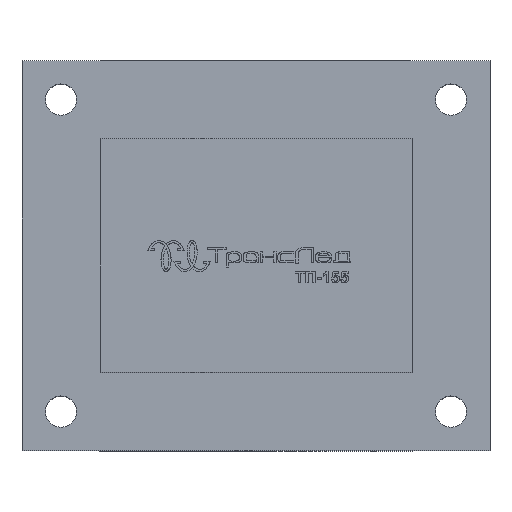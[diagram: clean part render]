
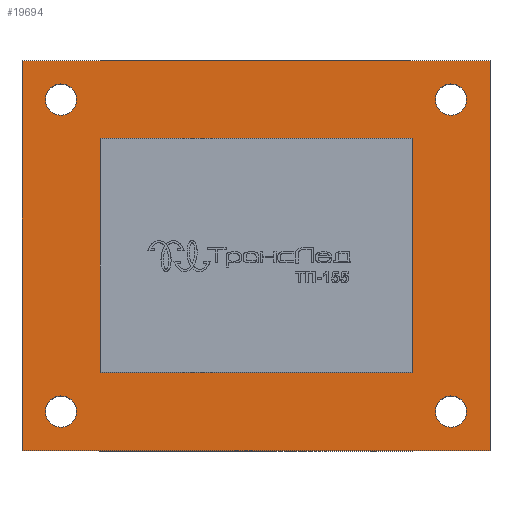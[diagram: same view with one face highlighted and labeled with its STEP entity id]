
A CAD part, top view. The second image highlights one B-rep face of the part: STEP entity #19694.
In plain terms, the highlighted planar face has unit normal (0, 0, 1).
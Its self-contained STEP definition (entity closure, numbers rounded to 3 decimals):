
#1447=CIRCLE('',#21247,2.);
#1449=CIRCLE('',#21250,2.);
#1451=CIRCLE('',#21253,2.);
#1453=CIRCLE('',#21256,2.);
#1809=FACE_BOUND('',#3864,.T.);
#1810=FACE_BOUND('',#3865,.T.);
#1811=FACE_BOUND('',#3866,.T.);
#1812=FACE_BOUND('',#3867,.T.);
#2418=FACE_OUTER_BOUND('',#3863,.T.);
#3863=EDGE_LOOP('',(#15628,#15629,#15630,#15631));
#3864=EDGE_LOOP('',(#15632));
#3865=EDGE_LOOP('',(#15633));
#3866=EDGE_LOOP('',(#15634));
#3867=EDGE_LOOP('',(#15635));
#5389=LINE('',#28924,#7312);
#5392=LINE('',#28930,#7315);
#5395=LINE('',#28936,#7318);
#5398=LINE('',#28940,#7321);
#7312=VECTOR('',#24503,10.);
#7315=VECTOR('',#24508,10.);
#7318=VECTOR('',#24513,10.);
#7321=VECTOR('',#24518,10.);
#9127=VERTEX_POINT('',#28894);
#9129=VERTEX_POINT('',#28900);
#9131=VERTEX_POINT('',#28906);
#9133=VERTEX_POINT('',#28912);
#9137=VERTEX_POINT('',#28921);
#9138=VERTEX_POINT('',#28923);
#9140=VERTEX_POINT('',#28929);
#9142=VERTEX_POINT('',#28935);
#11439=EDGE_CURVE('',#9127,#9127,#1447,.T.);
#11442=EDGE_CURVE('',#9129,#9129,#1449,.T.);
#11445=EDGE_CURVE('',#9131,#9131,#1451,.T.);
#11448=EDGE_CURVE('',#9133,#9133,#1453,.T.);
#11453=EDGE_CURVE('',#9138,#9137,#5389,.T.);
#11456=EDGE_CURVE('',#9140,#9138,#5392,.T.);
#11459=EDGE_CURVE('',#9142,#9140,#5395,.T.);
#11462=EDGE_CURVE('',#9137,#9142,#5398,.T.);
#15628=ORIENTED_EDGE('',*,*,#11462,.T.);
#15629=ORIENTED_EDGE('',*,*,#11459,.T.);
#15630=ORIENTED_EDGE('',*,*,#11456,.T.);
#15631=ORIENTED_EDGE('',*,*,#11453,.T.);
#15632=ORIENTED_EDGE('',*,*,#11448,.T.);
#15633=ORIENTED_EDGE('',*,*,#11445,.T.);
#15634=ORIENTED_EDGE('',*,*,#11442,.T.);
#15635=ORIENTED_EDGE('',*,*,#11439,.T.);
#18837=PLANE('',#21263);
#19694=ADVANCED_FACE('',(#2418,#1809,#1810,#1811,#1812),#18837,.F.);
#21247=AXIS2_PLACEMENT_3D('',#28895,#24473,#24474);
#21250=AXIS2_PLACEMENT_3D('',#28901,#24480,#24481);
#21253=AXIS2_PLACEMENT_3D('',#28907,#24487,#24488);
#21256=AXIS2_PLACEMENT_3D('',#28913,#24494,#24495);
#21263=AXIS2_PLACEMENT_3D('',#28942,#24521,#24522);
#24473=DIRECTION('center_axis',(0.,0.,-1.));
#24474=DIRECTION('ref_axis',(1.,0.,0.));
#24480=DIRECTION('center_axis',(0.,0.,-1.));
#24481=DIRECTION('ref_axis',(1.,0.,0.));
#24487=DIRECTION('center_axis',(0.,0.,-1.));
#24488=DIRECTION('ref_axis',(1.,0.,0.));
#24494=DIRECTION('center_axis',(0.,0.,-1.));
#24495=DIRECTION('ref_axis',(1.,0.,0.));
#24503=DIRECTION('',(0.,-1.,0.));
#24508=DIRECTION('',(-1.,0.,0.));
#24513=DIRECTION('',(0.,1.,0.));
#24518=DIRECTION('',(1.,0.,0.));
#24521=DIRECTION('center_axis',(0.,0.,-1.));
#24522=DIRECTION('ref_axis',(1.,0.,0.));
#28894=CARTESIAN_POINT('',(53.,45.,32.));
#28895=CARTESIAN_POINT('Origin',(55.,45.,32.));
#28900=CARTESIAN_POINT('',(53.,5.,32.));
#28901=CARTESIAN_POINT('Origin',(55.,5.,32.));
#28906=CARTESIAN_POINT('',(3.,45.,32.));
#28907=CARTESIAN_POINT('Origin',(5.,45.,32.));
#28912=CARTESIAN_POINT('',(3.,5.,32.));
#28913=CARTESIAN_POINT('Origin',(5.,5.,32.));
#28921=CARTESIAN_POINT('',(0.,0.,32.));
#28923=CARTESIAN_POINT('',(0.,50.,32.));
#28924=CARTESIAN_POINT('',(0.,0.,32.));
#28929=CARTESIAN_POINT('',(60.,50.,32.));
#28930=CARTESIAN_POINT('',(0.,50.,32.));
#28935=CARTESIAN_POINT('',(60.,0.,32.));
#28936=CARTESIAN_POINT('',(60.,50.,32.));
#28940=CARTESIAN_POINT('',(60.,0.,32.));
#28942=CARTESIAN_POINT('Origin',(30.,25.,32.));
